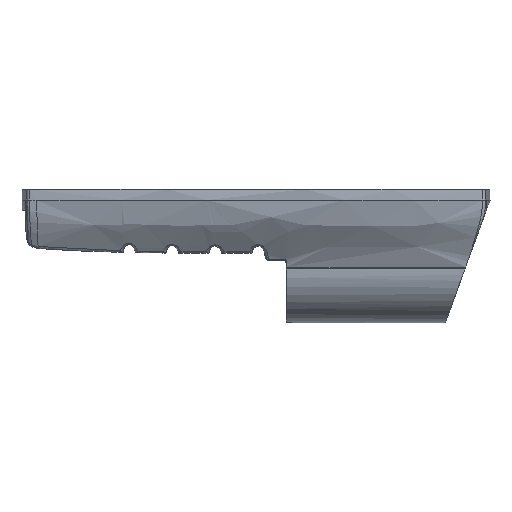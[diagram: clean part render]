
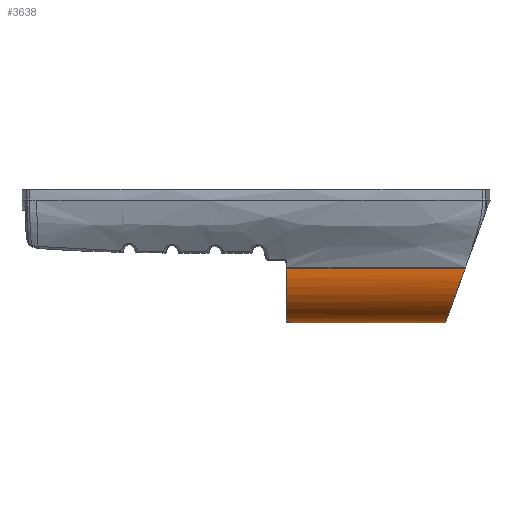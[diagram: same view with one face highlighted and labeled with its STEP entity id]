
A CAD part, left-side view. The second image highlights one B-rep face of the part: STEP entity #3638.
In plain terms, the highlighted cylindrical face has radius 7.962 mm (diameter 15.925 mm), a partial arc.
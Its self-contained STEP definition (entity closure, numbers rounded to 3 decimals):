
#27=ELLIPSE('',#3834,8.473,7.962);
#170=CYLINDRICAL_SURFACE('',#3906,7.962);
#417=CIRCLE('',#3686,7.962);
#706=FACE_OUTER_BOUND('',#922,.T.);
#922=EDGE_LOOP('',(#3367,#3368,#3369,#3370));
#1126=LINE('',#9600,#1347);
#1143=LINE('',#9848,#1364);
#1347=VECTOR('',#4578,10.);
#1364=VECTOR('',#4635,10.);
#1437=VERTEX_POINT('',#5349);
#1440=VERTEX_POINT('',#5383);
#1660=VERTEX_POINT('',#9209);
#1663=VERTEX_POINT('',#9302);
#1799=EDGE_CURVE('',#1437,#1440,#417,.T.);
#2162=EDGE_CURVE('',#1660,#1663,#27,.T.);
#2233=EDGE_CURVE('',#1440,#1663,#1126,.T.);
#2264=EDGE_CURVE('',#1437,#1660,#1143,.T.);
#3367=ORIENTED_EDGE('',*,*,#1799,.F.);
#3368=ORIENTED_EDGE('',*,*,#2264,.T.);
#3369=ORIENTED_EDGE('',*,*,#2162,.T.);
#3370=ORIENTED_EDGE('',*,*,#2233,.F.);
#3638=ADVANCED_FACE('',(#706),#170,.T.);
#3686=AXIS2_PLACEMENT_3D('',#5384,#4012,#4013);
#3834=AXIS2_PLACEMENT_3D('',#9304,#4435,#4436);
#3906=AXIS2_PLACEMENT_3D('',#9849,#4636,#4637);
#4012=DIRECTION('center_axis',(0.,1.,0.));
#4013=DIRECTION('ref_axis',(-0.314,0.,-0.949));
#4435=DIRECTION('center_axis',(0.,0.94,0.342));
#4436=DIRECTION('ref_axis',(0.,-0.342,0.94));
#4578=DIRECTION('',(0.,-1.,0.));
#4635=DIRECTION('',(0.,-1.,0.));
#4636=DIRECTION('center_axis',(0.,-1.,0.));
#4637=DIRECTION('ref_axis',(1.,0.,0.));
#5349=CARTESIAN_POINT('',(-3.147,-28.6,-26.023));
#5383=CARTESIAN_POINT('',(-17.5,-28.6,-21.273));
#5384=CARTESIAN_POINT('Origin',(-9.538,-28.6,-21.273));
#9209=CARTESIAN_POINT('',(-3.147,-53.191,-26.023));
#9302=CARTESIAN_POINT('',(-17.5,-54.92,-21.273));
#9304=CARTESIAN_POINT('Origin',(-9.538,-54.92,-21.273));
#9600=CARTESIAN_POINT('',(-17.5,-28.5,-21.273));
#9848=CARTESIAN_POINT('',(-3.147,-28.5,-26.023));
#9849=CARTESIAN_POINT('Origin',(-9.538,-28.5,-21.273));
